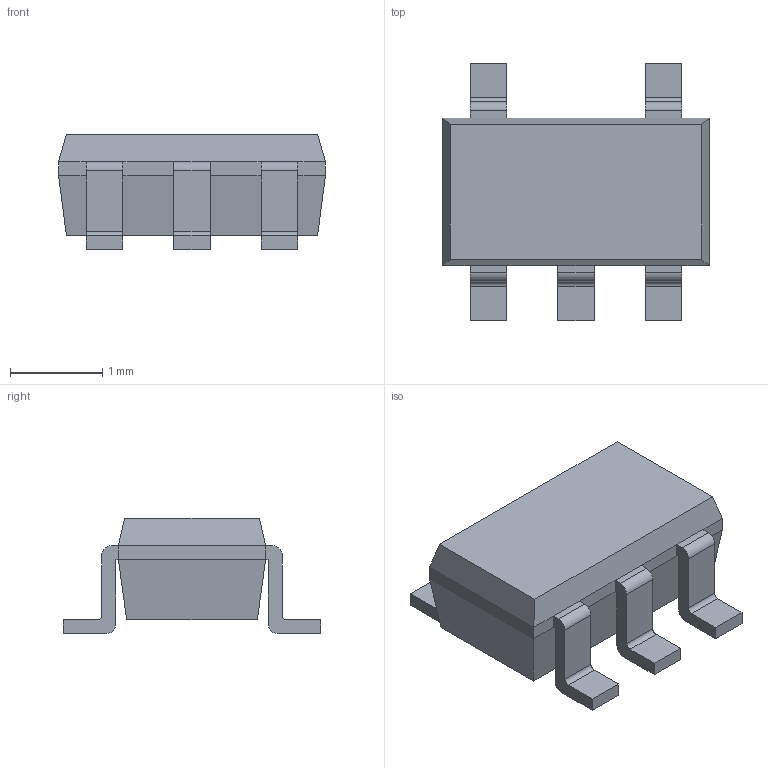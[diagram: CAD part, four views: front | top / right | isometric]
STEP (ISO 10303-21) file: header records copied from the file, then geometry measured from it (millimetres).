
FILE_DESCRIPTION (( 'STEP AP214' ), '1' );
FILE_NAME ('SOT-25-5_L2.9-W1.6-P0.95-LS2.8-BL.STEP', '2021-09-24T23:43:52', ( '' ), ( '' ), 'SwSTEP 2.0', 'SolidWorks 2018', '' );
FILE_SCHEMA (( 'AUTOMOTIVE_DESIGN' ));
Length unit declared in the file: millimetre
Products named in the file (1): SOT-25-5_L2.9-W1.6-P0.95-LS2.8-BL
Bounding box: 2.9 x 2.8 x 1.25 mm (x, y, z)
Volume: 5.2 mm3; surface area: 25.2 mm2
Topology: 1 solids, 1 shells, 139 faces, 362 edges, 232 vertices
Faces by surface type: plane 108, bspline 16, cylinder 15
Entity records: 5371 total; most frequent: CARTESIAN_POINT 1790, ORIENTED_EDGE 724, DIRECTION 608, EDGE_CURVE 362, VECTOR 300, LINE 300, VERTEX_POINT 232, AXIS2_PLACEMENT_3D 154
